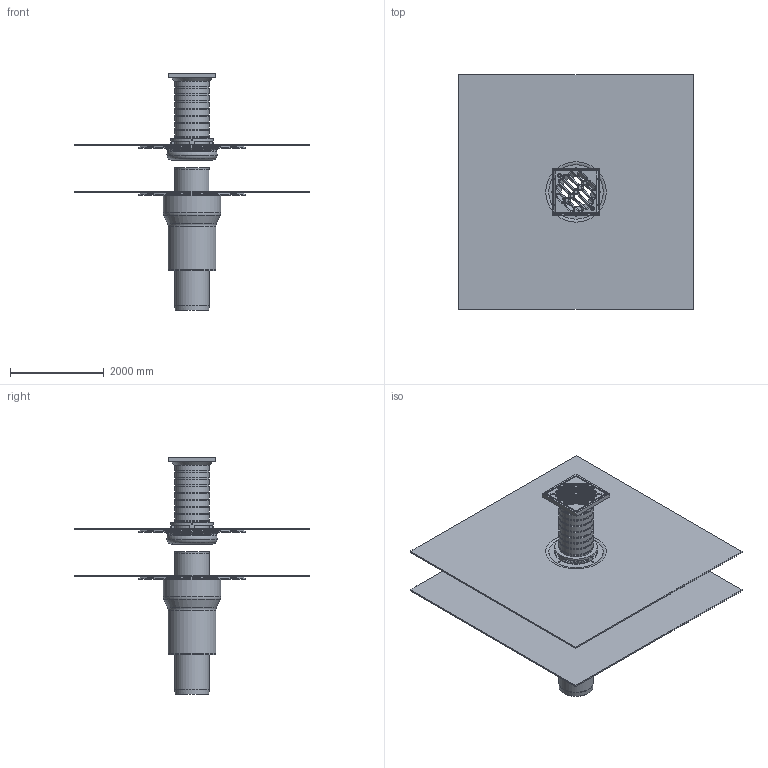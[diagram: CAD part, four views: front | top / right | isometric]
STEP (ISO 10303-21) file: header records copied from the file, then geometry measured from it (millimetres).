
FILE_DESCRIPTION(/* description */ (''),/* implementation_level */ '2;1');
FILE_NAME(/* name */ '15383.070X_3D.stp',/* time_stamp */ '2024-12-12T06:53:20+01:00',/* author */ ('CAD'),/* organization */ (''),/* preprocessor_version */ 'ST-DEVELOPER v20',/* originating_system */ 'AutoCAD Mechanical',/* authorisation */ '');
FILE_SCHEMA (('AUTOMOTIVE_DESIGN { 1 0 10303 214 3 1 1 }'));
Length unit declared in the file: centimetre
Products named in the file (2): Product; *S0
Assembly tree (1 placements, depth 2):
  Product
    *S0
Bounding box: 5000 x 5000 x 5037.7 mm (x, y, z)
Volume: 2721222466.2 mm3; surface area: 175629325 mm2
Topology: 18 solids, 18 shells, 673 faces, 1618 edges, 1018 vertices
Faces by surface type: cylinder 215, plane 190, torus 159, cone 91, sphere 16, bspline 2
Full cylindrical faces by diameter (mm): 20 x16, 35 x2, 85 x2, 105 x1, 698 x3, 720 x8, 730 x14, 736 x1, 737 x1, 763 x1, 770 x5, 795 x2, 810 x3, 885 x2, 900 x1, 901 x2, 905 x2, 953.818 x2, 965 x4, 980 x2, 1020 x2, 1180 x2, 1220 x1
Entity records: 21643 total; most frequent: CARTESIAN_POINT 5068, DIRECTION 3787, ORIENTED_EDGE 3234, EDGE_CURVE 1617, AXIS2_PLACEMENT_3D 1587, VERTEX_POINT 1016, CIRCLE 911, EDGE_LOOP 801
